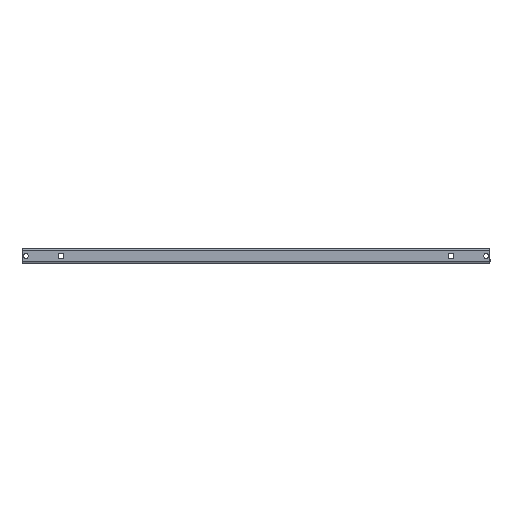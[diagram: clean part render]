
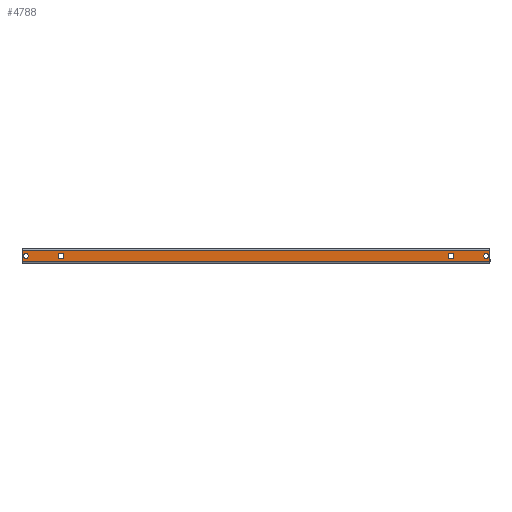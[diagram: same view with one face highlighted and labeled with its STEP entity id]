
A CAD part, left-side view. The second image highlights one B-rep face of the part: STEP entity #4788.
In plain terms, the highlighted planar face has unit normal (-1, 0, 0).
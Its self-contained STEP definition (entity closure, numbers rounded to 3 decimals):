
#76 = AXIS2_PLACEMENT_3D ( 'NONE', #2165, #2172, #2167 ) ;
#89 = FACE_BOUND ( 'NONE', #4483, .T. ) ;
#181 = CARTESIAN_POINT ( 'NONE',  ( -343., -391., -6. ) ) ;
#182 = CARTESIAN_POINT ( 'NONE',  ( -343., -391., -14. ) ) ;
#232 = CARTESIAN_POINT ( 'NONE',  ( -343., 391., -6. ) ) ;
#253 = CARTESIAN_POINT ( 'NONE',  ( -343., 391., -14. ) ) ;
#726 = CARTESIAN_POINT ( 'NONE',  ( -343., 397.5, -19.99 ) ) ;
#735 = CARTESIAN_POINT ( 'NONE',  ( -343., 335.5, -14.5 ) ) ;
#766 = VECTOR ( 'NONE', #2662, 1000. ) ;
#780 = LINE ( 'NONE', #2779, #766 ) ;
#794 = VECTOR ( 'NONE', #2782, 1000. ) ;
#800 = LINE ( 'NONE', #2793, #794 ) ;
#803 = LINE ( 'NONE', #2797, #805 ) ;
#804 = VECTOR ( 'NONE', #2810, 1000. ) ;
#805 = VECTOR ( 'NONE', #2795, 1000. ) ;
#806 = VECTOR ( 'NONE', #2815, 1000. ) ;
#807 = CIRCLE ( 'NONE', #1509, 4. ) ;
#808 = LINE ( 'NONE', #2821, #806 ) ;
#809 = CIRCLE ( 'NONE', #1510, 4. ) ;
#810 = VECTOR ( 'NONE', #2818, 1000. ) ;
#811 = LINE ( 'NONE', #2820, #810 ) ;
#812 = LINE ( 'NONE', #2817, #804 ) ;
#815 = VECTOR ( 'NONE', #3241, 1000. ) ;
#817 = VECTOR ( 'NONE', #3246, 1000. ) ;
#818 = LINE ( 'NONE', #3247, #817 ) ;
#834 = LINE ( 'NONE', #3255, #815 ) ;
#902 = CARTESIAN_POINT ( 'NONE',  ( -343., -335.5, -14.5 ) ) ;
#904 = CARTESIAN_POINT ( 'NONE',  ( -343., -335.5, -5.5 ) ) ;
#907 = CARTESIAN_POINT ( 'NONE',  ( -343., -326.5, -5.5 ) ) ;
#908 = CARTESIAN_POINT ( 'NONE',  ( -343., 335.5, -5.5 ) ) ;
#909 = CARTESIAN_POINT ( 'NONE',  ( -343., 397.5, -0.01 ) ) ;
#912 = CARTESIAN_POINT ( 'NONE',  ( -343., -326.5, -14.5 ) ) ;
#925 = CARTESIAN_POINT ( 'NONE',  ( -343., 326.5, -5.5 ) ) ;
#938 = CARTESIAN_POINT ( 'NONE',  ( -343., -397.5, -0.01 ) ) ;
#939 = CARTESIAN_POINT ( 'NONE',  ( -343., -397.5, -19.99 ) ) ;
#944 = DIRECTION ( 'NONE',  ( 0., 0., -1. ) ) ;
#946 = CARTESIAN_POINT ( 'NONE',  ( -343., -326.5, -14.5 ) ) ;
#947 = DIRECTION ( 'NONE',  ( 0., 1., 0. ) ) ;
#948 = CARTESIAN_POINT ( 'NONE',  ( -343., -335.5, -5.5 ) ) ;
#1018 = CARTESIAN_POINT ( 'NONE',  ( -343., 326.5, -14.5 ) ) ;
#1085 = DIRECTION ( 'NONE',  ( 0., 0., 1. ) ) ;
#1087 = DIRECTION ( 'NONE',  ( 0., 0., 1. ) ) ;
#1088 = CARTESIAN_POINT ( 'NONE',  ( -343., -335.5, -14.5 ) ) ;
#1095 = CARTESIAN_POINT ( 'NONE',  ( -343., -397.5, 0. ) ) ;
#1509 = AXIS2_PLACEMENT_3D ( 'NONE', #3242, #2735, #2661 ) ;
#1510 = AXIS2_PLACEMENT_3D ( 'NONE', #2822, #2811, #2804 ) ;
#1538 = FACE_BOUND ( 'NONE', #4475, .T. ) ;
#1576 = ORIENTED_EDGE ( 'NONE', *, *, #2596, .F. ) ;
#1577 = ORIENTED_EDGE ( 'NONE', *, *, #2642, .T. ) ;
#1591 = ORIENTED_EDGE ( 'NONE', *, *, #2007, .F. ) ;
#1605 = ORIENTED_EDGE ( 'NONE', *, *, #2607, .F. ) ;
#1618 = ORIENTED_EDGE ( 'NONE', *, *, #3234, .F. ) ;
#1619 = ORIENTED_EDGE ( 'NONE', *, *, #2814, .T. ) ;
#1633 = ORIENTED_EDGE ( 'NONE', *, *, #2599, .F. ) ;
#1647 = ORIENTED_EDGE ( 'NONE', *, *, #2605, .F. ) ;
#1661 = ORIENTED_EDGE ( 'NONE', *, *, #2611, .F. ) ;
#1674 = ORIENTED_EDGE ( 'NONE', *, *, #2601, .F. ) ;
#1688 = ORIENTED_EDGE ( 'NONE', *, *, #2012, .F. ) ;
#1702 = ORIENTED_EDGE ( 'NONE', *, *, #2813, .F. ) ;
#1703 = ORIENTED_EDGE ( 'NONE', *, *, #2619, .F. ) ;
#1716 = ORIENTED_EDGE ( 'NONE', *, *, #3238, .F. ) ;
#1717 = ORIENTED_EDGE ( 'NONE', *, *, #2616, .T. ) ;
#1730 = ORIENTED_EDGE ( 'NONE', *, *, #2609, .F. ) ;
#1821 = AXIS2_PLACEMENT_3D ( 'NONE', #3795, #3789, #3788 ) ;
#1824 = AXIS2_PLACEMENT_3D ( 'NONE', #3810, #3808, #3807 ) ;
#2007 = EDGE_CURVE ( 'NONE', #4125, #4263, #4001, .T. ) ;
#2012 = EDGE_CURVE ( 'NONE', #4144, #4143, #3993, .T. ) ;
#2048 = PLANE ( 'NONE',  #76 ) ;
#2165 = CARTESIAN_POINT ( 'NONE',  ( -343., 397.5, 0. ) ) ;
#2167 = DIRECTION ( 'NONE',  ( 0., 0., -1. ) ) ;
#2172 = DIRECTION ( 'NONE',  ( 1., 0., 0. ) ) ;
#2596 = EDGE_CURVE ( 'NONE', #3916, #3924, #818, .T. ) ;
#2599 = EDGE_CURVE ( 'NONE', #3906, #3919, #834, .T. ) ;
#2601 = EDGE_CURVE ( 'NONE', #4143, #4144, #809, .T. ) ;
#2605 = EDGE_CURVE ( 'NONE', #4263, #4125, #807, .T. ) ;
#2607 = EDGE_CURVE ( 'NONE', #3919, #3936, #811, .T. ) ;
#2609 = EDGE_CURVE ( 'NONE', #3926, #3906, #808, .T. ) ;
#2611 = EDGE_CURVE ( 'NONE', #3936, #3926, #812, .T. ) ;
#2616 = EDGE_CURVE ( 'NONE', #3939, #3894, #803, .T. ) ;
#2619 = EDGE_CURVE ( 'NONE', #3918, #3898, #800, .T. ) ;
#2642 = EDGE_CURVE ( 'NONE', #3918, #3939, #780, .T. ) ;
#2661 = DIRECTION ( 'NONE',  ( 0., 0., 1. ) ) ;
#2662 = DIRECTION ( 'NONE',  ( 0., 0., -1. ) ) ;
#2735 = DIRECTION ( 'NONE',  ( -1., 0., 0. ) ) ;
#2779 = CARTESIAN_POINT ( 'NONE',  ( -343., 397.5, -20. ) ) ;
#2782 = DIRECTION ( 'NONE',  ( 0., -1., 0. ) ) ;
#2793 = CARTESIAN_POINT ( 'NONE',  ( -343., 397.5, -0.01 ) ) ;
#2795 = DIRECTION ( 'NONE',  ( 0., -1., 0. ) ) ;
#2797 = CARTESIAN_POINT ( 'NONE',  ( -343., 397.5, -19.99 ) ) ;
#2804 = DIRECTION ( 'NONE',  ( 0., 0., -1. ) ) ;
#2810 = DIRECTION ( 'NONE',  ( 0., -1., 0. ) ) ;
#2811 = DIRECTION ( 'NONE',  ( -1., 0., 0. ) ) ;
#2813 = EDGE_CURVE ( 'NONE', #3924, #3922, #2873, .T. ) ;
#2814 = EDGE_CURVE ( 'NONE', #3894, #3898, #2885, .T. ) ;
#2815 = DIRECTION ( 'NONE',  ( 0., 0., 1. ) ) ;
#2817 = CARTESIAN_POINT ( 'NONE',  ( -343., 335.5, -14.5 ) ) ;
#2818 = DIRECTION ( 'NONE',  ( 0., 0., -1. ) ) ;
#2820 = CARTESIAN_POINT ( 'NONE',  ( -343., 335.5, -14.5 ) ) ;
#2821 = CARTESIAN_POINT ( 'NONE',  ( -343., 326.5, -14.5 ) ) ;
#2822 = CARTESIAN_POINT ( 'NONE',  ( -343., -391., -10. ) ) ;
#2870 = VECTOR ( 'NONE', #1085, 1000. ) ;
#2871 = VECTOR ( 'NONE', #1087, 1000. ) ;
#2873 = LINE ( 'NONE', #1088, #2871 ) ;
#2885 = LINE ( 'NONE', #1095, #2870 ) ;
#3234 = EDGE_CURVE ( 'NONE', #3922, #3920, #4988, .T. ) ;
#3238 = EDGE_CURVE ( 'NONE', #3920, #3916, #4986, .T. ) ;
#3241 = DIRECTION ( 'NONE',  ( 0., 1., 0. ) ) ;
#3242 = CARTESIAN_POINT ( 'NONE',  ( -343., 391., -10. ) ) ;
#3246 = DIRECTION ( 'NONE',  ( 0., -1., 0. ) ) ;
#3247 = CARTESIAN_POINT ( 'NONE',  ( -343., -335.5, -14.5 ) ) ;
#3255 = CARTESIAN_POINT ( 'NONE',  ( -343., 335.5, -5.5 ) ) ;
#3788 = DIRECTION ( 'NONE',  ( 0., 0., -1. ) ) ;
#3789 = DIRECTION ( 'NONE',  ( -1., 0., 0. ) ) ;
#3795 = CARTESIAN_POINT ( 'NONE',  ( -343., -391., -10. ) ) ;
#3807 = DIRECTION ( 'NONE',  ( 0., 0., 1. ) ) ;
#3808 = DIRECTION ( 'NONE',  ( -1., 0., 0. ) ) ;
#3810 = CARTESIAN_POINT ( 'NONE',  ( -343., 391., -10. ) ) ;
#3894 = VERTEX_POINT ( 'NONE', #939 ) ;
#3898 = VERTEX_POINT ( 'NONE', #938 ) ;
#3906 = VERTEX_POINT ( 'NONE', #925 ) ;
#3916 = VERTEX_POINT ( 'NONE', #912 ) ;
#3918 = VERTEX_POINT ( 'NONE', #909 ) ;
#3919 = VERTEX_POINT ( 'NONE', #908 ) ;
#3920 = VERTEX_POINT ( 'NONE', #907 ) ;
#3922 = VERTEX_POINT ( 'NONE', #904 ) ;
#3924 = VERTEX_POINT ( 'NONE', #902 ) ;
#3926 = VERTEX_POINT ( 'NONE', #1018 ) ;
#3936 = VERTEX_POINT ( 'NONE', #735 ) ;
#3939 = VERTEX_POINT ( 'NONE', #726 ) ;
#3993 = CIRCLE ( 'NONE', #1821, 4. ) ;
#4001 = CIRCLE ( 'NONE', #1824, 4. ) ;
#4125 = VERTEX_POINT ( 'NONE', #253 ) ;
#4143 = VERTEX_POINT ( 'NONE', #181 ) ;
#4144 = VERTEX_POINT ( 'NONE', #182 ) ;
#4263 = VERTEX_POINT ( 'NONE', #232 ) ;
#4471 = EDGE_LOOP ( 'NONE', ( #1633, #1730, #1661, #1605 ) ) ;
#4473 = EDGE_LOOP ( 'NONE', ( #1647, #1591 ) ) ;
#4475 = EDGE_LOOP ( 'NONE', ( #1674, #1688 ) ) ;
#4476 = EDGE_LOOP ( 'NONE', ( #1717, #1619, #1703, #1577 ) ) ;
#4483 = EDGE_LOOP ( 'NONE', ( #1716, #1618, #1702, #1576 ) ) ;
#4788 = ADVANCED_FACE ( 'NONE', ( #89, #1538, #5090, #5161, #5042 ), #2048, .F. ) ;
#4985 = VECTOR ( 'NONE', #944, 1000. ) ;
#4986 = LINE ( 'NONE', #946, #4985 ) ;
#4987 = VECTOR ( 'NONE', #947, 1000. ) ;
#4988 = LINE ( 'NONE', #948, #4987 ) ;
#5042 = FACE_OUTER_BOUND ( 'NONE', #4476, .T. ) ;
#5090 = FACE_BOUND ( 'NONE', #4473, .T. ) ;
#5161 = FACE_BOUND ( 'NONE', #4471, .T. ) ;
